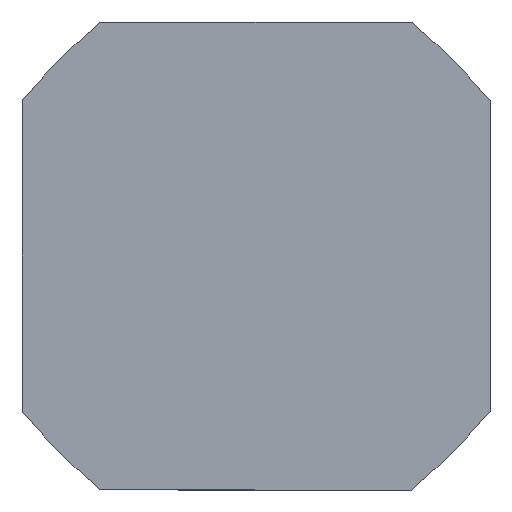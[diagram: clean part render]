
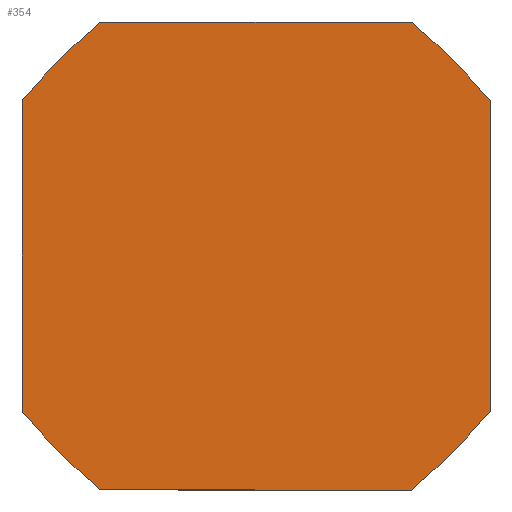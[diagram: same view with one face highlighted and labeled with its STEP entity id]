
A CAD part, left-side view. The second image highlights one B-rep face of the part: STEP entity #354.
In plain terms, the highlighted planar face has unit normal (-1, 0, 0).
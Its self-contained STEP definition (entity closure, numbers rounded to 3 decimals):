
#25=LINE($,#598,#45);
#28=LINE($,#606,#48);
#31=LINE($,#614,#51);
#34=LINE($,#621,#54);
#45=VECTOR($,#491,3.317);
#48=VECTOR($,#500,3.317);
#51=VECTOR($,#509,3.317);
#54=VECTOR($,#518,3.317);
#72=PLANE($,#407);
#113=FACE_OUTER_BOUND($,#146,.T.);
#146=EDGE_LOOP($,(#317,#318,#319,#320,#321,#322,#323,#324));
#167=CIRCLE($,#396,6.503);
#168=CIRCLE($,#399,6.503);
#169=CIRCLE($,#402,6.503);
#170=CIRCLE($,#405,6.503);
#193=VERTEX_POINT($,#591);
#194=VERTEX_POINT($,#592);
#195=VERTEX_POINT($,#597);
#196=VERTEX_POINT($,#601);
#197=VERTEX_POINT($,#605);
#198=VERTEX_POINT($,#609);
#199=VERTEX_POINT($,#613);
#200=VERTEX_POINT($,#617);
#227=EDGE_CURVE($,#193,#194,#167,.T.);
#230=EDGE_CURVE($,#194,#195,#25,.T.);
#232=EDGE_CURVE($,#195,#196,#168,.T.);
#234=EDGE_CURVE($,#196,#197,#28,.T.);
#236=EDGE_CURVE($,#197,#198,#169,.T.);
#238=EDGE_CURVE($,#198,#199,#31,.T.);
#240=EDGE_CURVE($,#199,#200,#170,.T.);
#242=EDGE_CURVE($,#200,#193,#34,.T.);
#317=ORIENTED_EDGE($,*,*,#242,.T.);
#318=ORIENTED_EDGE($,*,*,#227,.T.);
#319=ORIENTED_EDGE($,*,*,#230,.T.);
#320=ORIENTED_EDGE($,*,*,#232,.T.);
#321=ORIENTED_EDGE($,*,*,#234,.T.);
#322=ORIENTED_EDGE($,*,*,#236,.T.);
#323=ORIENTED_EDGE($,*,*,#238,.T.);
#324=ORIENTED_EDGE($,*,*,#240,.T.);
#354=ADVANCED_FACE($,(#113),#72,.F.);
#396=AXIS2_PLACEMENT_3D($,#593,#485,#486);
#399=AXIS2_PLACEMENT_3D($,#602,#495,#496);
#402=AXIS2_PLACEMENT_3D($,#610,#504,#505);
#405=AXIS2_PLACEMENT_3D($,#618,#513,#514);
#407=AXIS2_PLACEMENT_3D($,#622,#519,#520);
#485=DIRECTION('center_axis',(-1.,0.,0.));
#486=DIRECTION('ref_axis',(0.,0.769,-0.639));
#491=DIRECTION($,(0.,-1.,0.));
#495=DIRECTION('center_axis',(-1.,0.,0.));
#496=DIRECTION('ref_axis',(0.,-0.639,-0.769));
#500=DIRECTION($,(0.,0.,1.));
#504=DIRECTION('center_axis',(-1.,0.,0.));
#505=DIRECTION('ref_axis',(0.,-0.769,0.639));
#509=DIRECTION($,(0.,1.,0.));
#513=DIRECTION('center_axis',(-1.,0.,0.));
#514=DIRECTION('ref_axis',(0.,0.639,0.769));
#518=DIRECTION($,(0.,0.,-1.));
#519=DIRECTION('center_axis',(1.,0.,0.));
#520=DIRECTION('ref_axis',(0.,0.,-1.));
#591=CARTESIAN_POINT('',(-2.2,2.5,0.842));
#592=CARTESIAN_POINT('',(-2.2,1.658,0.));
#593=CARTESIAN_POINT('Origin',(-2.2,-2.5,5.));
#597=CARTESIAN_POINT('',(-2.2,-1.658,0.));
#598=CARTESIAN_POINT($,(-2.2,1.658,0.));
#601=CARTESIAN_POINT('',(-2.2,-2.5,0.842));
#602=CARTESIAN_POINT('Origin',(-2.2,2.5,5.));
#605=CARTESIAN_POINT('',(-2.2,-2.5,4.158));
#606=CARTESIAN_POINT($,(-2.2,-2.5,0.842));
#609=CARTESIAN_POINT('',(-2.2,-1.658,5.));
#610=CARTESIAN_POINT('Origin',(-2.2,2.5,0.));
#613=CARTESIAN_POINT('',(-2.2,1.658,5.));
#614=CARTESIAN_POINT($,(-2.2,-1.658,5.));
#617=CARTESIAN_POINT('',(-2.2,2.5,4.158));
#618=CARTESIAN_POINT('Origin',(-2.2,-2.5,0.));
#621=CARTESIAN_POINT($,(-2.2,2.5,4.158));
#622=CARTESIAN_POINT('Origin',(-2.2,0.,2.5));
